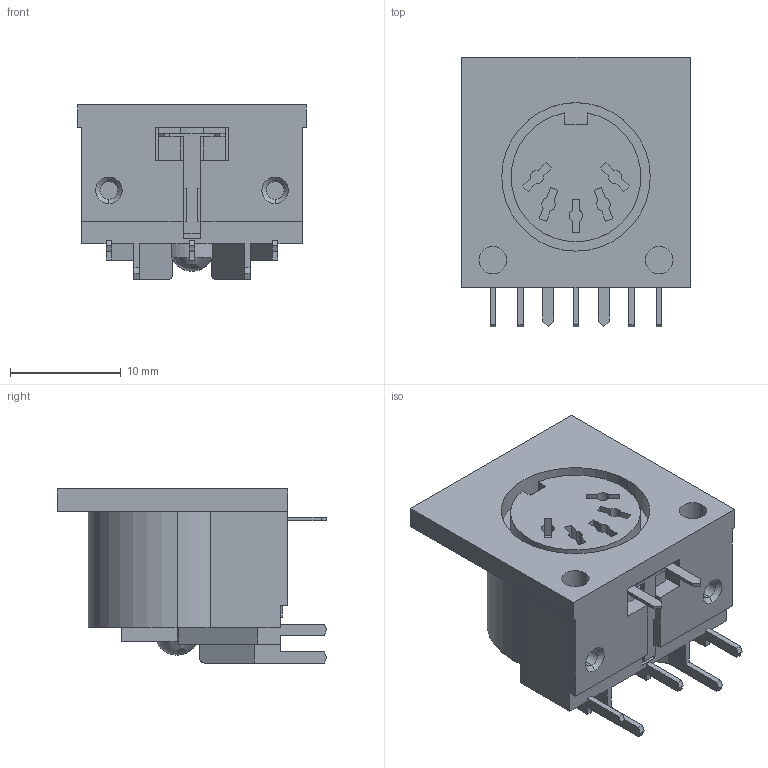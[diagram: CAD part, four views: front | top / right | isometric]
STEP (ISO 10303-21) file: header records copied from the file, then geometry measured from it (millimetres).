
FILE_DESCRIPTION (( 'STEP AP214' ), '1' );
FILE_NAME ('5P_DIN.STEP', '2026-01-07T09:24:36', ( '' ), ( '' ), 'SwSTEP 2.0', 'SolidWorks 2020', '' );
FILE_SCHEMA (( 'AUTOMOTIVE_DESIGN' ));
Length unit declared in the file: millimetre
Products named in the file (1): 5P_DIN
Bounding box: 20.6 x 24.3 x 15.7 mm (x, y, z)
Volume: 3787.8 mm3; surface area: 2480.2 mm2
Topology: 1 solids, 1 shells, 204 faces, 570 edges, 378 vertices
Faces by surface type: plane 158, cylinder 41, cone 4, bspline 1
Entity records: 8659 total; most frequent: CARTESIAN_POINT 1222, ORIENTED_EDGE 1140, DIRECTION 1062, EDGE_CURVE 570, VECTOR 482, LINE 482, VERTEX_POINT 378, AXIS2_PLACEMENT_3D 290
